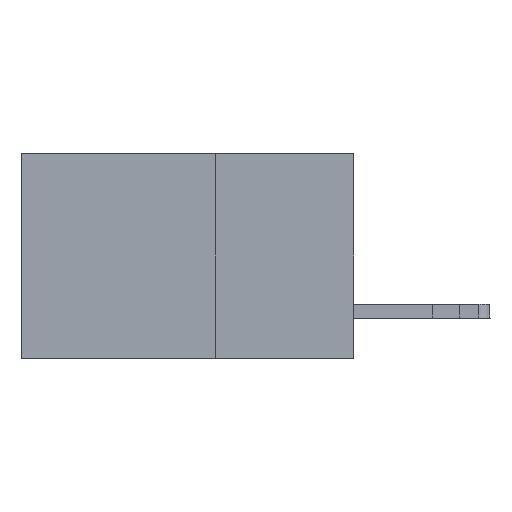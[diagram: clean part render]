
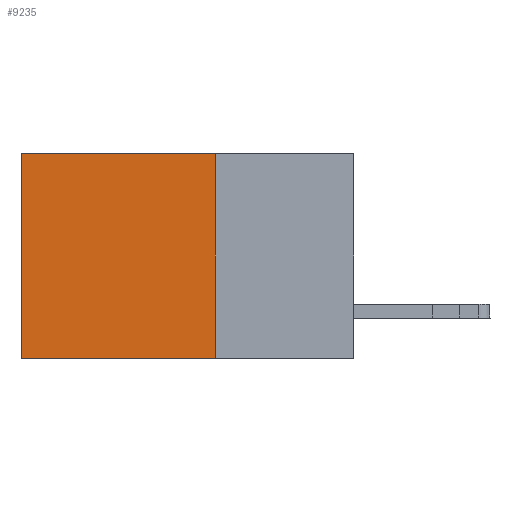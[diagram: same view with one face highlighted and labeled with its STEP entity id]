
A CAD part, left-side view. The second image highlights one B-rep face of the part: STEP entity #9235.
In plain terms, the highlighted planar face has unit normal (-1, 0, 0).
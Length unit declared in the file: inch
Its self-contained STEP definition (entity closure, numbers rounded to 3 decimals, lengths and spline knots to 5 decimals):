
#896 = PLANE ( 'NONE',  #3191 ) ;
#1948 = LINE ( 'NONE', #12238, #12189 ) ;
#2137 = LINE ( 'NONE', #12111, #9666 ) ;
#3191 = AXIS2_PLACEMENT_3D ( 'NONE', #6348, #5065, #14224 ) ;
#3237 = DIRECTION ( 'NONE',  ( 0., 0., -1. ) ) ;
#4099 = VERTEX_POINT ( 'NONE', #14858 ) ;
#4107 = CARTESIAN_POINT ( 'NONE',  ( 0.2875, 0.25, -0.37 ) ) ;
#4204 = VERTEX_POINT ( 'NONE', #4619 ) ;
#4217 = DIRECTION ( 'NONE',  ( 0., 0., -1. ) ) ;
#4619 = CARTESIAN_POINT ( 'NONE',  ( 0.2875, 0.6, 0. ) ) ;
#5065 = DIRECTION ( 'NONE',  ( 1., 0., 0. ) ) ;
#5483 = EDGE_CURVE ( 'NONE', #4204, #4099, #10051, .T. ) ;
#5599 = ORIENTED_EDGE ( 'NONE', *, *, #5483, .T. ) ;
#6348 = CARTESIAN_POINT ( 'NONE',  ( 0.2875, 0.25, 0. ) ) ;
#6531 = EDGE_LOOP ( 'NONE', ( #5599, #8735, #14136, #12659 ) ) ;
#6736 = CARTESIAN_POINT ( 'NONE',  ( 0.2875, 0.25, 0. ) ) ;
#8735 = ORIENTED_EDGE ( 'NONE', *, *, #14912, .F. ) ;
#9235 = ADVANCED_FACE ( 'NONE', ( #11981 ), #896, .F. ) ;
#9666 = VECTOR ( 'NONE', #4217, 39.37008 ) ;
#9735 = EDGE_CURVE ( 'NONE', #14803, #4204, #17268, .T. ) ;
#10036 = EDGE_CURVE ( 'NONE', #14803, #14814, #2137, .T. ) ;
#10051 = LINE ( 'NONE', #12488, #13542 ) ;
#10295 = VECTOR ( 'NONE', #12635, 39.37008 ) ;
#11981 = FACE_OUTER_BOUND ( 'NONE', #6531, .T. ) ;
#12111 = CARTESIAN_POINT ( 'NONE',  ( 0.2875, 0.25, 0. ) ) ;
#12189 = VECTOR ( 'NONE', #13533, 39.37008 ) ;
#12238 = CARTESIAN_POINT ( 'NONE',  ( 0.2875, 0.25, -0.37 ) ) ;
#12488 = CARTESIAN_POINT ( 'NONE',  ( 0.2875, 0.6, 0. ) ) ;
#12635 = DIRECTION ( 'NONE',  ( 0., 1., 0. ) ) ;
#12659 = ORIENTED_EDGE ( 'NONE', *, *, #9735, .T. ) ;
#13533 = DIRECTION ( 'NONE',  ( 0., 1., 0. ) ) ;
#13542 = VECTOR ( 'NONE', #3237, 39.37008 ) ;
#14136 = ORIENTED_EDGE ( 'NONE', *, *, #10036, .F. ) ;
#14224 = DIRECTION ( 'NONE',  ( 0., 0., -1. ) ) ;
#14803 = VERTEX_POINT ( 'NONE', #6736 ) ;
#14814 = VERTEX_POINT ( 'NONE', #4107 ) ;
#14858 = CARTESIAN_POINT ( 'NONE',  ( 0.2875, 0.6, -0.37 ) ) ;
#14912 = EDGE_CURVE ( 'NONE', #14814, #4099, #1948, .T. ) ;
#16495 = CARTESIAN_POINT ( 'NONE',  ( 0.2875, 0.25, 0. ) ) ;
#17268 = LINE ( 'NONE', #16495, #10295 ) ;
